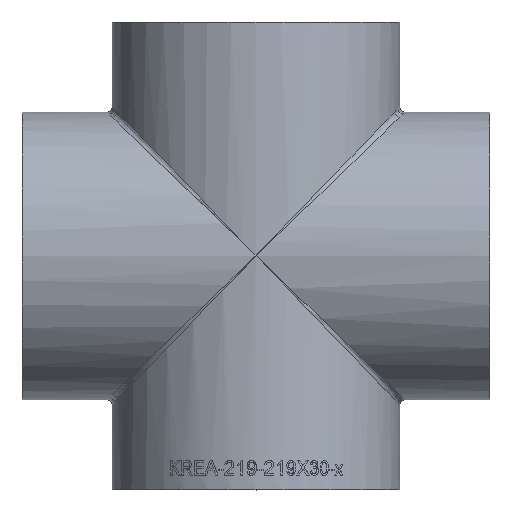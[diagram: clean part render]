
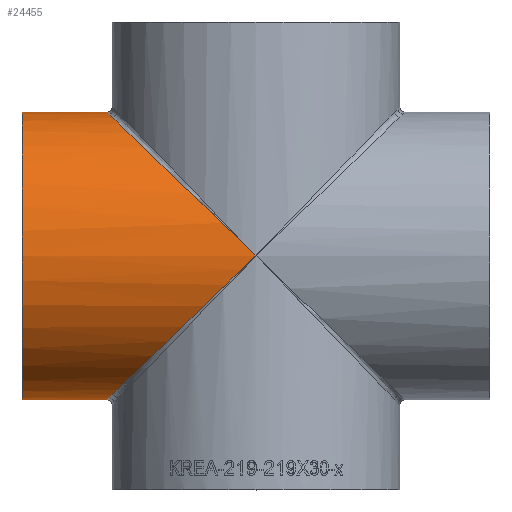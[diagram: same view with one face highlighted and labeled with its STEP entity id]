
A CAD part, top view. The second image highlights one B-rep face of the part: STEP entity #24455.
In plain terms, the highlighted cylindrical face has radius 109.55 mm (diameter 219.1 mm), a full revolution.
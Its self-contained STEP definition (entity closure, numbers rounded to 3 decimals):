
#920 = CARTESIAN_POINT ( 'NONE',  ( -178., 0., 109.55 ) ) ;
#1979 = CARTESIAN_POINT ( 'NONE',  ( -227.1, 219.1, -109.55 ) ) ;
#2775 = EDGE_CURVE ( 'NONE', #27917, #27917, #10168, .T. ) ;
#3241 = AXIS2_PLACEMENT_3D ( 'NONE', #6436, #30351, #30004 ) ;
#5739 = AXIS2_PLACEMENT_3D ( 'NONE', #21174, #31412, #7322 ) ;
#6436 = CARTESIAN_POINT ( 'NONE',  ( 178., 0., 0. ) ) ;
#7137 = CARTESIAN_POINT ( 'NONE',  ( 0., 0., 109.55 ) ) ;
#7322 = DIRECTION ( 'NONE',  ( 0., 0., 1. ) ) ;
#7480 = CARTESIAN_POINT ( 'NONE',  ( -227.1, -219.1, 109.55 ) ) ;
#7538 = VERTEX_POINT ( 'NONE', #24009 ) ;
#10168 = CIRCLE ( 'NONE', #5739, 109.55 ) ;
#10724 = CARTESIAN_POINT ( 'NONE',  ( 0., 0., 109.55 ) ) ;
#12341 = FACE_OUTER_BOUND ( 'NONE', #22356, .T. ) ;
#12721 = CARTESIAN_POINT ( 'NONE',  ( 0., 0., 109.55 ) ) ;
#13988 = EDGE_LOOP ( 'NONE', ( #27198 ) ) ;
#16046 = VERTEX_POINT ( 'NONE', #10724 ) ;
#16607 = EDGE_CURVE ( 'NONE', #7538, #16046, #34218, .T. ) ;
#19801 = FACE_OUTER_BOUND ( 'NONE', #13988, .T. ) ;
#19903 = ORIENTED_EDGE ( 'NONE', *, *, #22307, .T. ) ;
#20157 = CYLINDRICAL_SURFACE ( 'NONE', #3241, 109.55 ) ;
#20211 = CARTESIAN_POINT ( 'NONE',  ( -227.1, 219.1, 109.55 ) ) ;
#21174 = CARTESIAN_POINT ( 'NONE',  ( -178., 0., 0. ) ) ;
#22307 = EDGE_CURVE ( 'NONE', #16046, #7538, #24712, .T. ) ;
#22356 = EDGE_LOOP ( 'NONE', ( #29273, #19903 ) ) ;
#23428 = CARTESIAN_POINT ( 'NONE',  ( -227.1, -219.1, -109.55 ) ) ;
#24009 = CARTESIAN_POINT ( 'NONE',  ( 0., 0., -109.55 ) ) ;
#24455 = ADVANCED_FACE ( 'NONE', ( #19801, #12341 ), #20157, .T. ) ;
#24712 =( BOUNDED_CURVE ( )  B_SPLINE_CURVE ( 3, ( #12721, #20211, #1979, #25374 ),
 .UNSPECIFIED., .F., .T. ) 
 B_SPLINE_CURVE_WITH_KNOTS ( ( 4, 4 ),
 ( 4.712, 7.854 ),
 .UNSPECIFIED. ) 
 CURVE ( )  GEOMETRIC_REPRESENTATION_ITEM ( )  RATIONAL_B_SPLINE_CURVE ( ( 1., 0.333, 0.333, 1. ) ) 
 REPRESENTATION_ITEM ( '' )  );
#25374 = CARTESIAN_POINT ( 'NONE',  ( 0., 0., -109.55 ) ) ;
#27198 = ORIENTED_EDGE ( 'NONE', *, *, #2775, .F. ) ;
#27917 = VERTEX_POINT ( 'NONE', #920 ) ;
#29273 = ORIENTED_EDGE ( 'NONE', *, *, #16607, .T. ) ;
#30004 = DIRECTION ( 'NONE',  ( 0., 0., 1. ) ) ;
#30351 = DIRECTION ( 'NONE',  ( -1., 0., 0. ) ) ;
#31240 = CARTESIAN_POINT ( 'NONE',  ( 0., 0., -109.55 ) ) ;
#31412 = DIRECTION ( 'NONE',  ( -1., 0., 0. ) ) ;
#34218 =( BOUNDED_CURVE ( )  B_SPLINE_CURVE ( 3, ( #31240, #23428, #7480, #7137 ),
 .UNSPECIFIED., .F., .T. ) 
 B_SPLINE_CURVE_WITH_KNOTS ( ( 4, 4 ),
 ( 4.712, 7.854 ),
 .UNSPECIFIED. ) 
 CURVE ( )  GEOMETRIC_REPRESENTATION_ITEM ( )  RATIONAL_B_SPLINE_CURVE ( ( 1., 0.333, 0.333, 1. ) ) 
 REPRESENTATION_ITEM ( '' )  );
